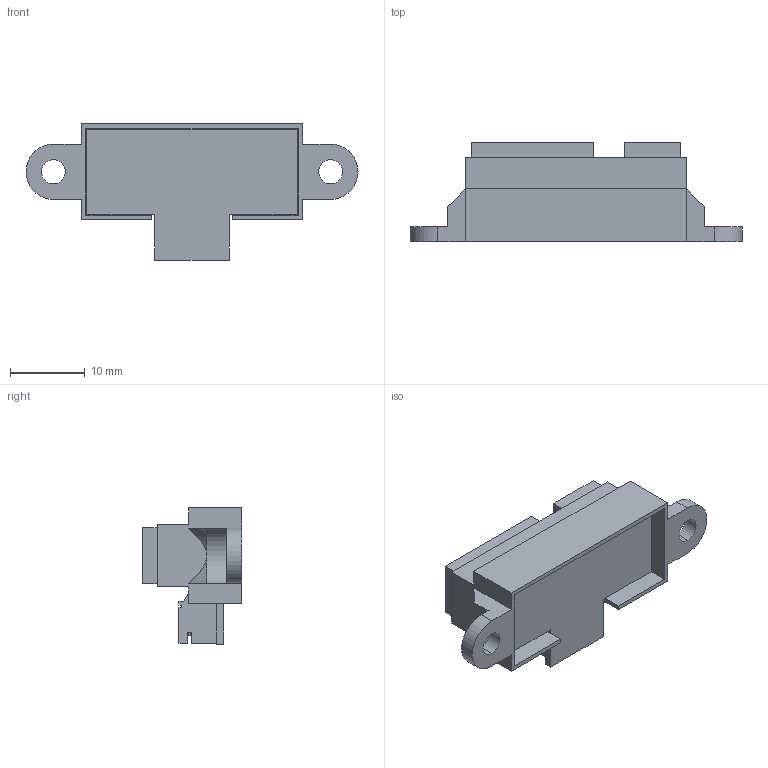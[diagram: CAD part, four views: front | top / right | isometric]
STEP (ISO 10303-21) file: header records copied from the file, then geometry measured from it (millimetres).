
FILE_DESCRIPTION (( 'STEP AP214' ), '1' );
FILE_NAME ('Sharp_IR-Sensor.STEP', '2022-06-21T11:56:32', ( '' ), ( '' ), 'SwSTEP 2.0', 'SolidWorks 2021', '' );
FILE_SCHEMA (( 'AUTOMOTIVE_DESIGN' ));
Length unit declared in the file: millimetre
Products named in the file (1): Sharp_IR-Sensor
Bounding box: 44.3 x 13.3 x 18.2 mm (x, y, z)
Volume: 2949.6 mm3; surface area: 3866.3 mm2
Topology: 2 solids, 2 shells, 134 faces, 369 edges, 244 vertices
Faces by surface type: plane 110, cylinder 12, cone 8, sphere 4
Entity records: 4697 total; most frequent: CARTESIAN_POINT 841, ORIENTED_EDGE 722, DIRECTION 657, EDGE_CURVE 361, LINE 309, VECTOR 309, VERTEX_POINT 240, AXIS2_PLACEMENT_3D 174
